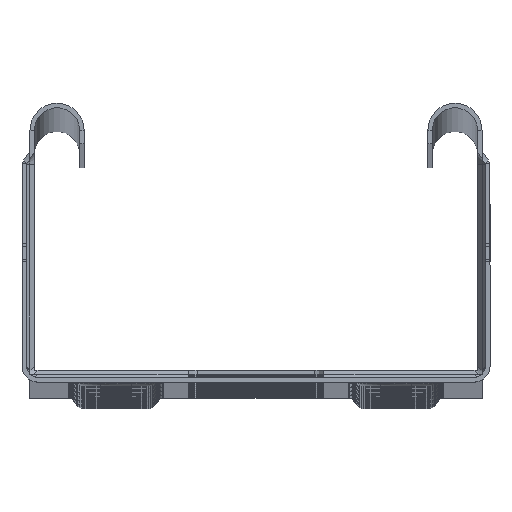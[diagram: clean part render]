
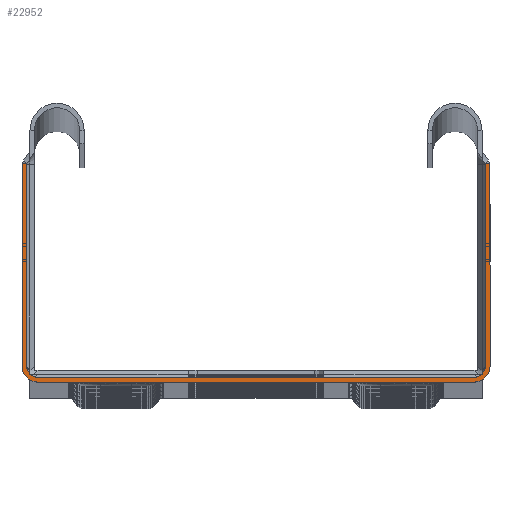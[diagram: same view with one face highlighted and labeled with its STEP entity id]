
A CAD part, top view. The second image highlights one B-rep face of the part: STEP entity #22952.
In plain terms, the highlighted planar face has unit normal (0, 0, 1).
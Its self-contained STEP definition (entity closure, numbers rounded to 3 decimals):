
#1790 = VERTEX_POINT ( 'NONE', #72206 ) ;
#3493 = EDGE_CURVE ( 'NONE', #86135, #7971, #86209, .T. ) ;
#3837 = CARTESIAN_POINT ( 'NONE',  ( 50.75, 1.75, 3050. ) ) ;
#4392 = VECTOR ( 'NONE', #53917, 1000. ) ;
#5358 = LINE ( 'NONE', #14415, #37211 ) ;
#7922 = DIRECTION ( 'NONE',  ( 0., -1., 0. ) ) ;
#7971 = VERTEX_POINT ( 'NONE', #49884 ) ;
#8445 = VERTEX_POINT ( 'NONE', #79354 ) ;
#8622 = DIRECTION ( 'NONE',  ( 0., 0., -1. ) ) ;
#9659 = VECTOR ( 'NONE', #17911, 1000. ) ;
#10893 = ORIENTED_EDGE ( 'NONE', *, *, #40674, .T. ) ;
#11589 = VERTEX_POINT ( 'NONE', #30280 ) ;
#14415 = CARTESIAN_POINT ( 'NONE',  ( 50.75, 46.5, 3050. ) ) ;
#14441 = CARTESIAN_POINT ( 'NONE',  ( -50.75, 1.75, 3050. ) ) ;
#15482 = AXIS2_PLACEMENT_3D ( 'NONE', #36885, #83958, #52615 ) ;
#16507 = EDGE_CURVE ( 'NONE', #8445, #40374, #56327, .T. ) ;
#16893 = AXIS2_PLACEMENT_3D ( 'NONE', #86959, #8622, #55618 ) ;
#16909 = VECTOR ( 'NONE', #86930, 1000. ) ;
#17911 = DIRECTION ( 'NONE',  ( 1., 0., 0. ) ) ;
#18517 = CARTESIAN_POINT ( 'NONE',  ( -50.75, 46.5, 3050. ) ) ;
#19943 = VECTOR ( 'NONE', #25424, 1000. ) ;
#20754 = CARTESIAN_POINT ( 'NONE',  ( -50.75, 1.75, 3050. ) ) ;
#22952 = ADVANCED_FACE ( 'NONE', ( #50037 ), #61166, .F. ) ;
#24863 = VERTEX_POINT ( 'NONE', #20754 ) ;
#25424 = DIRECTION ( 'NONE',  ( 1., 0., 0. ) ) ;
#26612 = VERTEX_POINT ( 'NONE', #77262 ) ;
#26636 = ORIENTED_EDGE ( 'NONE', *, *, #66735, .F. ) ;
#27917 = DIRECTION ( 'NONE',  ( 0., 1., 0. ) ) ;
#28690 = EDGE_CURVE ( 'NONE', #39129, #1790, #66053, .T. ) ;
#28953 = EDGE_CURVE ( 'NONE', #71719, #34958, #37824, .T. ) ;
#30280 = CARTESIAN_POINT ( 'NONE',  ( -50.75, 46.5, 3050. ) ) ;
#30364 = LINE ( 'NONE', #14441, #35268 ) ;
#32711 = CARTESIAN_POINT ( 'NONE',  ( -48.25, -1.75, 3050. ) ) ;
#32870 = ORIENTED_EDGE ( 'NONE', *, *, #82362, .F. ) ;
#33404 = CARTESIAN_POINT ( 'NONE',  ( -48.25, -0.75, 3050. ) ) ;
#33579 = CARTESIAN_POINT ( 'NONE',  ( -51.75, 1.75, 3050. ) ) ;
#34958 = VERTEX_POINT ( 'NONE', #33579 ) ;
#35268 = VECTOR ( 'NONE', #7922, 1000. ) ;
#35390 = AXIS2_PLACEMENT_3D ( 'NONE', #96446, #49316, #57264 ) ;
#36692 = EDGE_LOOP ( 'NONE', ( #89908, #76452, #63078, #32870, #26636, #52156, #58308, #57567, #10893, #49440, #51773, #71531 ) ) ;
#36885 = CARTESIAN_POINT ( 'NONE',  ( -48.25, 1.75, 3050. ) ) ;
#37211 = VECTOR ( 'NONE', #69375, 1000. ) ;
#37372 = DIRECTION ( 'NONE',  ( 0., 0., 1. ) ) ;
#37824 = LINE ( 'NONE', #78319, #16909 ) ;
#39129 = VERTEX_POINT ( 'NONE', #46112 ) ;
#40374 = VERTEX_POINT ( 'NONE', #79568 ) ;
#40674 = EDGE_CURVE ( 'NONE', #7971, #26612, #80962, .T. ) ;
#42781 = EDGE_CURVE ( 'NONE', #24863, #8445, #101533, .T. ) ;
#45885 = DIRECTION ( 'NONE',  ( 1., 0., 0. ) ) ;
#46112 = CARTESIAN_POINT ( 'NONE',  ( 50.75, 1.75, 3050. ) ) ;
#46127 = LINE ( 'NONE', #75950, #4392 ) ;
#47247 = CIRCLE ( 'NONE', #35390, 2.5 ) ;
#49316 = DIRECTION ( 'NONE',  ( 0., 0., 1. ) ) ;
#49440 = ORIENTED_EDGE ( 'NONE', *, *, #63960, .T. ) ;
#49884 = CARTESIAN_POINT ( 'NONE',  ( 48.25, -1.75, 3050. ) ) ;
#50037 = FACE_OUTER_BOUND ( 'NONE', #36692, .T. ) ;
#51773 = ORIENTED_EDGE ( 'NONE', *, *, #85673, .T. ) ;
#52156 = ORIENTED_EDGE ( 'NONE', *, *, #28953, .T. ) ;
#52615 = DIRECTION ( 'NONE',  ( 1., 0., 0. ) ) ;
#53375 = DIRECTION ( 'NONE',  ( 1., 0., 0. ) ) ;
#53917 = DIRECTION ( 'NONE',  ( 0., 1., 0. ) ) ;
#55618 = DIRECTION ( 'NONE',  ( 0., -1., 0. ) ) ;
#56327 = LINE ( 'NONE', #33404, #9659 ) ;
#56673 = VECTOR ( 'NONE', #57411, 1000. ) ;
#57264 = DIRECTION ( 'NONE',  ( -1., 0., 0. ) ) ;
#57411 = DIRECTION ( 'NONE',  ( 1., 0., 0. ) ) ;
#57567 = ORIENTED_EDGE ( 'NONE', *, *, #3493, .T. ) ;
#58308 = ORIENTED_EDGE ( 'NONE', *, *, #70207, .T. ) ;
#59884 = CIRCLE ( 'NONE', #81556, 3.5 ) ;
#60934 = CARTESIAN_POINT ( 'NONE',  ( 51.75, 46.5, 3050. ) ) ;
#61166 = PLANE ( 'NONE',  #16893 ) ;
#62409 = VECTOR ( 'NONE', #27917, 1000. ) ;
#63078 = ORIENTED_EDGE ( 'NONE', *, *, #42781, .F. ) ;
#63960 = EDGE_CURVE ( 'NONE', #26612, #76828, #46127, .T. ) ;
#66053 = LINE ( 'NONE', #3837, #62409 ) ;
#66735 = EDGE_CURVE ( 'NONE', #71719, #11589, #91105, .T. ) ;
#67233 = AXIS2_PLACEMENT_3D ( 'NONE', #77071, #93262, #53375 ) ;
#69375 = DIRECTION ( 'NONE',  ( -1., 0., 0. ) ) ;
#70207 = EDGE_CURVE ( 'NONE', #34958, #86135, #59884, .T. ) ;
#71531 = ORIENTED_EDGE ( 'NONE', *, *, #28690, .F. ) ;
#71719 = VERTEX_POINT ( 'NONE', #74310 ) ;
#72206 = CARTESIAN_POINT ( 'NONE',  ( 50.75, 46.5, 3050. ) ) ;
#74310 = CARTESIAN_POINT ( 'NONE',  ( -51.75, 46.5, 3050. ) ) ;
#75950 = CARTESIAN_POINT ( 'NONE',  ( 51.75, 1.75, 3050. ) ) ;
#76452 = ORIENTED_EDGE ( 'NONE', *, *, #16507, .F. ) ;
#76828 = VERTEX_POINT ( 'NONE', #60934 ) ;
#77007 = CARTESIAN_POINT ( 'NONE',  ( -48.25, -1.75, 3050. ) ) ;
#77071 = CARTESIAN_POINT ( 'NONE',  ( 48.25, 1.75, 3050. ) ) ;
#77262 = CARTESIAN_POINT ( 'NONE',  ( 51.75, 1.75, 3050. ) ) ;
#77264 = EDGE_CURVE ( 'NONE', #40374, #39129, #47247, .T. ) ;
#78319 = CARTESIAN_POINT ( 'NONE',  ( -51.75, 1.75, 3050. ) ) ;
#79354 = CARTESIAN_POINT ( 'NONE',  ( -48.25, -0.75, 3050. ) ) ;
#79568 = CARTESIAN_POINT ( 'NONE',  ( 48.25, -0.75, 3050. ) ) ;
#80962 = CIRCLE ( 'NONE', #67233, 3.5 ) ;
#81556 = AXIS2_PLACEMENT_3D ( 'NONE', #84436, #37372, #45885 ) ;
#82362 = EDGE_CURVE ( 'NONE', #11589, #24863, #30364, .T. ) ;
#83958 = DIRECTION ( 'NONE',  ( 0., 0., 1. ) ) ;
#84436 = CARTESIAN_POINT ( 'NONE',  ( -48.25, 1.75, 3050. ) ) ;
#85673 = EDGE_CURVE ( 'NONE', #76828, #1790, #5358, .T. ) ;
#86135 = VERTEX_POINT ( 'NONE', #77007 ) ;
#86209 = LINE ( 'NONE', #32711, #56673 ) ;
#86930 = DIRECTION ( 'NONE',  ( 0., -1., 0. ) ) ;
#86959 = CARTESIAN_POINT ( 'NONE',  ( -50.75, 1.75, 3050. ) ) ;
#89908 = ORIENTED_EDGE ( 'NONE', *, *, #77264, .F. ) ;
#91105 = LINE ( 'NONE', #18517, #19943 ) ;
#93262 = DIRECTION ( 'NONE',  ( 0., 0., 1. ) ) ;
#96446 = CARTESIAN_POINT ( 'NONE',  ( 48.25, 1.75, 3050. ) ) ;
#101533 = CIRCLE ( 'NONE', #15482, 2.5 ) ;
